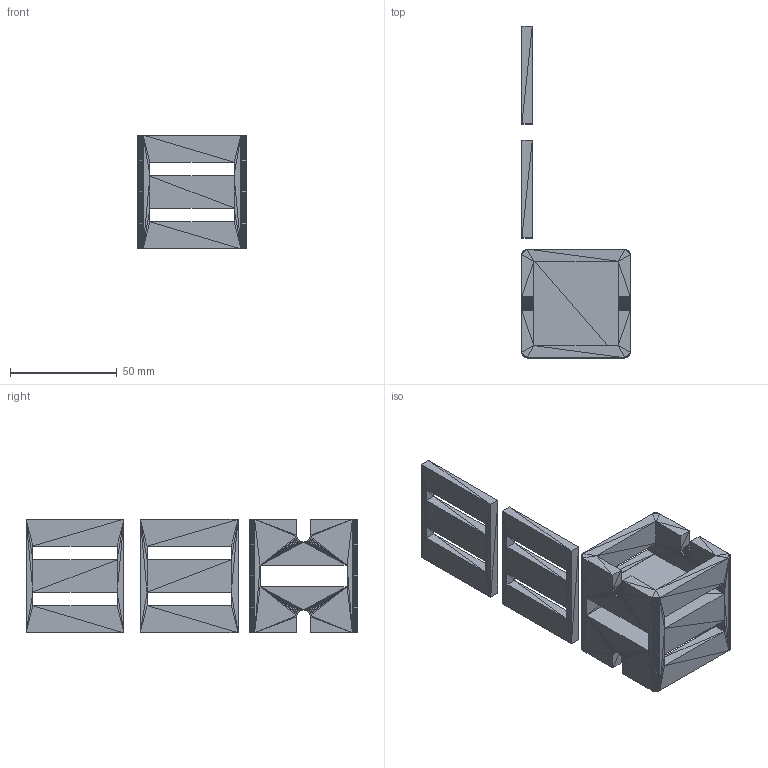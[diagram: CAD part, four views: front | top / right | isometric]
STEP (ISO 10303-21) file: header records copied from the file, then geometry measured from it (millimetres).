
FILE_DESCRIPTION((' Model'),'2;1');
FILE_NAME(' Shape Model','2025-02-20T22:42:05',(''),( ''),' ','','Unknown');
FILE_SCHEMA(('AUTOMOTIVE_DESIGN { 1 0 10303 214 1 1 1 1 }'));
Length unit declared in the file: millimetre
Products named in the file (9):  STEP translator 7.5 1;  STEP translator 7.5 1.1;  STEP translator 7.5 1.2;  STEP translator 7.5 1.3;  STEP translator 7.5 1.4;  STEP translator 7.5 1.5;  STEP translator 7.5 1.6;  STEP translator 7.5 1.7;  STEP translator 7.5 1.8
Assembly tree (8 placements, depth 2):
   STEP translator 7.5 1
     STEP translator 7.5 1.1
     STEP translator 7.5 1.2
     STEP translator 7.5 1.3
     STEP translator 7.5 1.4
     STEP translator 7.5 1.5
     STEP translator 7.5 1.6
     STEP translator 7.5 1.7
     STEP translator 7.5 1.8
Bounding box: 50.8 x 155.07 x 53.09 mm (x, y, z)
Surface area: 48803.1 mm2 (no closed solid volume)
Topology: 0 solids, 8 shells, 1016 faces, 1539 edges, 504 vertices
Faces by surface type: plane 1016
Entity records: 38497 total; most frequent: CARTESIAN_POINT 7501, DIRECTION 5252, LINE 3202, VECTOR 3202, ORIENTED_EDGE 3048, PCURVE 3048, DEFINITIONAL_REPRESENTATION 3048, EDGE_CURVE 1539
